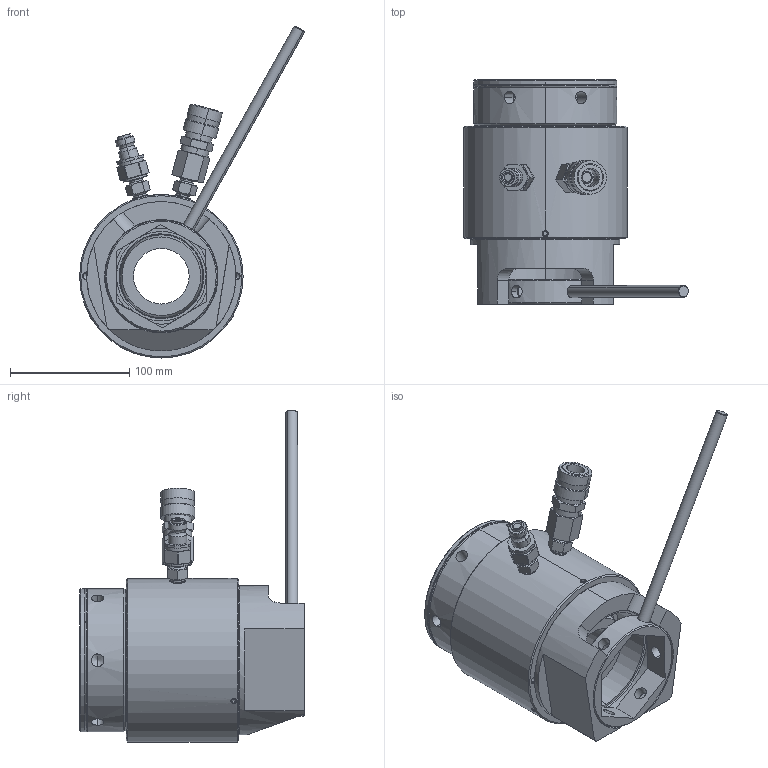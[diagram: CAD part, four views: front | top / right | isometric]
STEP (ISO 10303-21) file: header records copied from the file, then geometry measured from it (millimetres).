
FILE_DESCRIPTION (( 'STEP AP214' ), '1' );
FILE_NAME ('SBT3-LC.STEP', '2016-02-22T08:51:54', ( '' ), ( '' ), 'SwSTEP 2.0', 'SolidWorks 2016', '' );
FILE_SCHEMA (( 'AUTOMOTIVE_DESIGN' ));
Length unit declared in the file: millimetre
Products named in the file (18): TTB10; CUP POINT SCREW_FAS005ME010; O-RING_SEC120RA001; BTC084SL002; BTC084SL001; STMC4; STFC4; STN1P4-C; RS3-##B#_RS3-75B1; STC075TA001; BTC084RL001; BTC084ML001; TPA3-###B#_TPS3M48B2; SPC012CA006_47LG; BTC084PL001; BTC084CL001; STS3-B1; SBT3-LC
Assembly tree (25 placements, depth 2):
  SBT3-LC
    STS3-B1
    BTC084CL001
    BTC084PL001
    SPC012CA006_47LG  x6
    TPA3-###B#_TPS3M48B2
    BTC084ML001
    BTC084RL001
    STC075TA001
    RS3-##B#_RS3-75B1
    STN1P4-C  x2
    STFC4
    STMC4
    BTC084SL001
    BTC084SL002
    O-RING_SEC120RA001
    CUP POINT SCREW_FAS005ME010  x3
    TTB10
Bounding box: 188.35 x 188 x 278.08 mm (x, y, z)
Volume: 1773931 mm3; surface area: 410508.6 mm2
Topology: 25 solids, 25 shells, 2048 faces, 5724 edges, 3922 vertices
Faces by surface type: plane 958, cylinder 576, bspline 274, cone 191, torus 49
Entity records: 77219 total; most frequent: CARTESIAN_POINT 34476, ORIENTED_EDGE 9332, DIRECTION 7352, EDGE_CURVE 4666, VERTEX_POINT 3256, VECTOR 2942, LINE 2942, AXIS2_PLACEMENT_3D 2205
